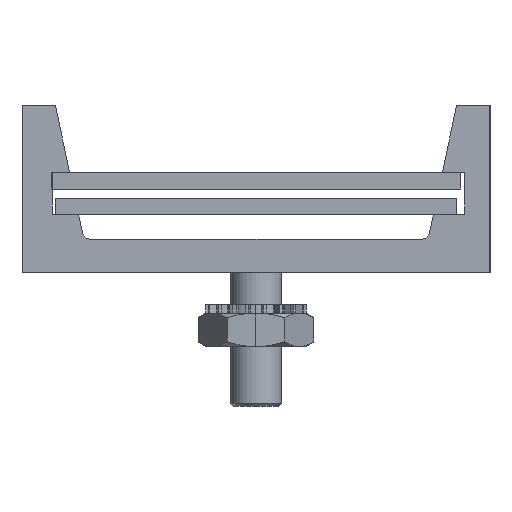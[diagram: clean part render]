
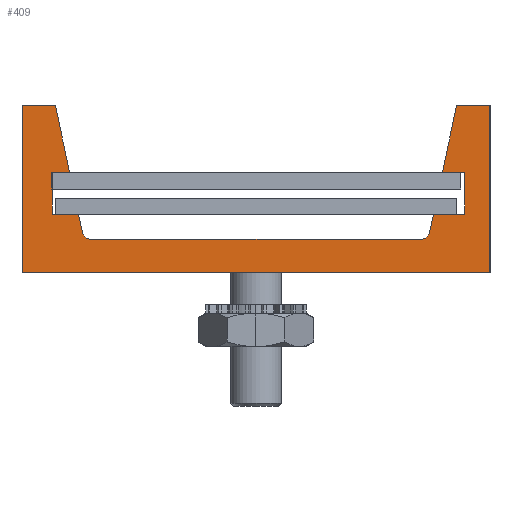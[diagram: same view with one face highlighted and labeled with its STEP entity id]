
A CAD part, left-side view. The second image highlights one B-rep face of the part: STEP entity #409.
In plain terms, the highlighted planar face has unit normal (-1, 0, 0).
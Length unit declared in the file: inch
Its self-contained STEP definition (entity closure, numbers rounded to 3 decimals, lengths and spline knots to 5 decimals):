
#2=DIRECTION('',(0.,-1.,0.));
#3=VECTOR('',#2,0.06486);
#4=CARTESIAN_POINT('',(-12.,0.76172,0.375));
#5=LINE('',#4,#3);
#6=DIRECTION('',(0.,0.,1.));
#7=VECTOR('',#6,0.156);
#8=CARTESIAN_POINT('',(-12.,0.76172,0.219));
#9=LINE('',#8,#7);
#10=DIRECTION('',(0.,1.,0.));
#11=VECTOR('',#10,0.09802);
#12=CARTESIAN_POINT('',(-12.,0.6637,0.219));
#13=LINE('',#12,#11);
#14=DIRECTION('',(0.,-0.208,-0.978));
#15=VECTOR('',#14,0.071);
#16=CARTESIAN_POINT('',(-12.,0.6637,0.219));
#17=LINE('',#16,#15);
#18=DIRECTION('',(0.,-1.,0.));
#19=VECTOR('',#18,1.23724);
#20=CARTESIAN_POINT('',(-12.,0.61862,0.125));
#21=LINE('',#20,#19);
#22=DIRECTION('',(0.,-0.208,0.978));
#23=VECTOR('',#22,0.071);
#24=CARTESIAN_POINT('',(-12.,-0.64894,0.14955));
#25=LINE('',#24,#23);
#26=DIRECTION('',(0.,1.,0.));
#27=VECTOR('',#26,0.1173);
#28=CARTESIAN_POINT('',(-12.,-0.781,0.219));
#29=LINE('',#28,#27);
#30=DIRECTION('',(0.,0.,-1.));
#31=VECTOR('',#30,0.156);
#32=CARTESIAN_POINT('',(-12.,-0.781,0.375));
#33=LINE('',#32,#31);
#34=DIRECTION('',(0.,-1.,0.));
#35=VECTOR('',#34,0.08414);
#36=CARTESIAN_POINT('',(-12.,-0.69686,0.375));
#37=LINE('',#36,#35);
#38=DIRECTION('',(0.,-0.208,0.978));
#39=VECTOR('',#38,0.25559);
#40=CARTESIAN_POINT('',(-12.,-0.69686,0.375));
#41=LINE('',#40,#39);
#42=DIRECTION('',(0.,-1.,0.));
#43=VECTOR('',#42,0.125);
#44=CARTESIAN_POINT('',(-12.,-0.75,0.625));
#45=LINE('',#44,#43);
#46=DIRECTION('',(0.,0.,-1.));
#47=VECTOR('',#46,0.625);
#48=CARTESIAN_POINT('',(-12.,-0.875,0.625));
#49=LINE('',#48,#47);
#50=DIRECTION('',(0.,1.,0.));
#51=VECTOR('',#50,1.75);
#52=CARTESIAN_POINT('',(-12.,-0.875,0.));
#53=LINE('',#52,#51);
#54=DIRECTION('',(0.,0.,1.));
#55=VECTOR('',#54,0.625);
#56=CARTESIAN_POINT('',(-12.,0.875,0.));
#57=LINE('',#56,#55);
#58=DIRECTION('',(0.,-1.,0.));
#59=VECTOR('',#58,0.125);
#60=CARTESIAN_POINT('',(-12.,0.875,0.625));
#61=LINE('',#60,#59);
#62=DIRECTION('',(0.,-0.208,-0.978));
#63=VECTOR('',#62,0.25559);
#64=CARTESIAN_POINT('',(-12.,0.75,0.625));
#65=LINE('',#64,#63);
#210=CARTESIAN_POINT('',(-12.,-0.61862,0.156));
#211=DIRECTION('',(1.,0.,0.));
#212=DIRECTION('',(0.,-0.978,-0.208));
#213=AXIS2_PLACEMENT_3D('',#210,#211,#212);
#248=CARTESIAN_POINT('',(-12.,0.61862,0.156));
#249=DIRECTION('',(1.,0.,0.));
#250=DIRECTION('',(0.,0.,-1.));
#251=AXIS2_PLACEMENT_3D('',#248,#249,#250);
#278=CARTESIAN_POINT('',(-12.,0.875,0.));
#279=CARTESIAN_POINT('',(-12.,0.875,0.625));
#280=VERTEX_POINT('',#278);
#281=VERTEX_POINT('',#279);
#282=CARTESIAN_POINT('',(-12.,0.75,0.625));
#283=VERTEX_POINT('',#282);
#284=CARTESIAN_POINT('',(-12.,-0.75,0.625));
#285=CARTESIAN_POINT('',(-12.,-0.875,0.625));
#286=VERTEX_POINT('',#284);
#287=VERTEX_POINT('',#285);
#288=CARTESIAN_POINT('',(-12.,-0.875,0.));
#289=VERTEX_POINT('',#288);
#302=CARTESIAN_POINT('',(-12.,0.76172,0.375));
#303=CARTESIAN_POINT('',(-12.,0.69686,0.375));
#304=VERTEX_POINT('',#302);
#305=VERTEX_POINT('',#303);
#306=CARTESIAN_POINT('',(-12.,-0.69686,0.375));
#307=CARTESIAN_POINT('',(-12.,-0.781,0.375));
#308=VERTEX_POINT('',#306);
#309=VERTEX_POINT('',#307);
#310=CARTESIAN_POINT('',(-12.,-0.781,0.219));
#311=VERTEX_POINT('',#310);
#312=CARTESIAN_POINT('',(-12.,-0.6637,0.219));
#313=VERTEX_POINT('',#312);
#314=CARTESIAN_POINT('',(-12.,0.6637,0.219));
#315=CARTESIAN_POINT('',(-12.,0.76172,0.219));
#316=VERTEX_POINT('',#314);
#317=VERTEX_POINT('',#315);
#334=CARTESIAN_POINT('',(-12.,-0.64894,0.14955));
#336=VERTEX_POINT('',#334);
#338=CARTESIAN_POINT('',(-12.,-0.61862,0.125));
#340=VERTEX_POINT('',#338);
#342=CARTESIAN_POINT('',(-12.,0.61862,0.125));
#344=VERTEX_POINT('',#342);
#346=CARTESIAN_POINT('',(-12.,0.64894,0.14955));
#348=VERTEX_POINT('',#346);
#366=CARTESIAN_POINT('',(-12.,0.,0.));
#367=DIRECTION('',(1.,0.,0.));
#368=DIRECTION('',(0.,0.,-1.));
#369=AXIS2_PLACEMENT_3D('',#366,#367,#368);
#370=PLANE('',#369);
#372=ORIENTED_EDGE('',*,*,#371,.F.);
#374=ORIENTED_EDGE('',*,*,#373,.F.);
#376=ORIENTED_EDGE('',*,*,#375,.F.);
#378=ORIENTED_EDGE('',*,*,#377,.T.);
#380=ORIENTED_EDGE('',*,*,#379,.F.);
#382=ORIENTED_EDGE('',*,*,#381,.T.);
#384=ORIENTED_EDGE('',*,*,#383,.F.);
#386=ORIENTED_EDGE('',*,*,#385,.T.);
#388=ORIENTED_EDGE('',*,*,#387,.F.);
#390=ORIENTED_EDGE('',*,*,#389,.F.);
#392=ORIENTED_EDGE('',*,*,#391,.F.);
#394=ORIENTED_EDGE('',*,*,#393,.T.);
#396=ORIENTED_EDGE('',*,*,#395,.T.);
#398=ORIENTED_EDGE('',*,*,#397,.T.);
#400=ORIENTED_EDGE('',*,*,#399,.T.);
#402=ORIENTED_EDGE('',*,*,#401,.T.);
#404=ORIENTED_EDGE('',*,*,#403,.T.);
#406=ORIENTED_EDGE('',*,*,#405,.T.);
#407=EDGE_LOOP('',(#372,#374,#376,#378,#380,#382,#384,#386,#388,#390,#392,#394,
#396,#398,#400,#402,#404,#406));
#408=FACE_OUTER_BOUND('',#407,.F.);
#409=ADVANCED_FACE('',(#408),#370,.F.);
#214=CIRCLE('',#213,0.031);
#252=CIRCLE('',#251,0.031);
#371=EDGE_CURVE('',#304,#305,#5,.T.);
#373=EDGE_CURVE('',#317,#304,#9,.T.);
#375=EDGE_CURVE('',#316,#317,#13,.T.);
#377=EDGE_CURVE('',#316,#348,#17,.T.);
#379=EDGE_CURVE('',#344,#348,#252,.T.);
#381=EDGE_CURVE('',#344,#340,#21,.T.);
#383=EDGE_CURVE('',#336,#340,#214,.T.);
#385=EDGE_CURVE('',#336,#313,#25,.T.);
#387=EDGE_CURVE('',#311,#313,#29,.T.);
#389=EDGE_CURVE('',#309,#311,#33,.T.);
#391=EDGE_CURVE('',#308,#309,#37,.T.);
#393=EDGE_CURVE('',#308,#286,#41,.T.);
#395=EDGE_CURVE('',#286,#287,#45,.T.);
#397=EDGE_CURVE('',#287,#289,#49,.T.);
#399=EDGE_CURVE('',#289,#280,#53,.T.);
#401=EDGE_CURVE('',#280,#281,#57,.T.);
#403=EDGE_CURVE('',#281,#283,#61,.T.);
#405=EDGE_CURVE('',#283,#305,#65,.T.);
